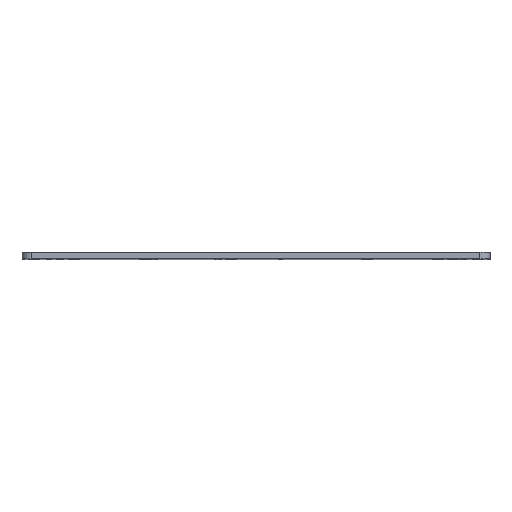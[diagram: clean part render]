
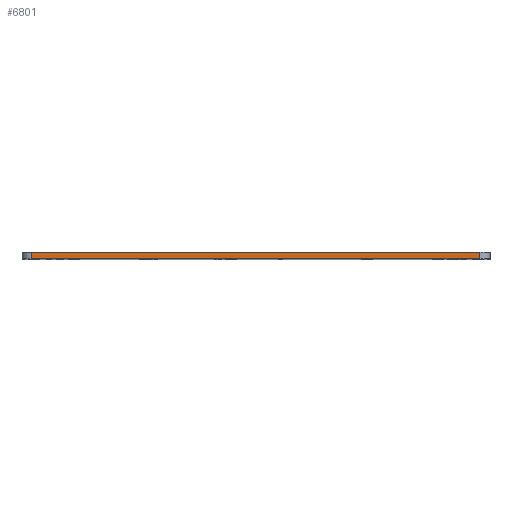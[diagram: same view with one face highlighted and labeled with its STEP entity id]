
A CAD part, top view. The second image highlights one B-rep face of the part: STEP entity #6801.
In plain terms, the highlighted planar face has unit normal (-0.052, 0, 0.999).
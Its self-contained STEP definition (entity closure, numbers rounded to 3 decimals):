
#44 = PLANE('',#45);
#45 = AXIS2_PLACEMENT_3D('',#46,#47,#48);
#46 = CARTESIAN_POINT('',(-9.65,81.745,
    -2.371));
#47 = DIRECTION('',(0.,-1.,0.));
#48 = DIRECTION('',(0.,0.,-1.));
#100 = PLANE('',#101);
#101 = AXIS2_PLACEMENT_3D('',#102,#103,#104);
#102 = CARTESIAN_POINT('',(-9.65,84.245,
    -2.371));
#103 = DIRECTION('',(0.,-1.,0.));
#104 = DIRECTION('',(0.,0.,-1.));
#340 = CYLINDRICAL_SURFACE('',#341,4.);
#341 = AXIS2_PLACEMENT_3D('',#342,#343,#344);
#342 = CARTESIAN_POINT('',(81.35,84.245,
    98.371));
#343 = DIRECTION('',(0.,-1.,0.));
#344 = DIRECTION('',(0.,0.,-1.));
#446 = VERTEX_POINT('',#447);
#447 = CARTESIAN_POINT('',(81.14,81.745,
    102.366));
#473 = EDGE_CURVE('',#446,#474,#476,.T.);
#474 = VERTEX_POINT('',#475);
#475 = CARTESIAN_POINT('',(-100.86,81.745,
    92.827));
#476 = SURFACE_CURVE('',#477,(#481,#488),.PCURVE_S1.);
#477 = LINE('',#478,#479);
#478 = CARTESIAN_POINT('',(-104.65,81.745,
    92.629));
#479 = VECTOR('',#480,1.);
#480 = DIRECTION('',(-0.999,-0.,-0.052));
#481 = PCURVE('',#44,#482);
#482 = DEFINITIONAL_REPRESENTATION('',(#483),#487);
#483 = LINE('',#484,#485);
#484 = CARTESIAN_POINT('',(-95.,-95.));
#485 = VECTOR('',#486,1.);
#486 = DIRECTION('',(0.052,-0.999));
#487 = ( GEOMETRIC_REPRESENTATION_CONTEXT(2) 
PARAMETRIC_REPRESENTATION_CONTEXT() REPRESENTATION_CONTEXT('2D SPACE',''
  ) );
#488 = PCURVE('',#489,#494);
#489 = PLANE('',#490);
#490 = AXIS2_PLACEMENT_3D('',#491,#492,#493);
#491 = CARTESIAN_POINT('',(-104.65,84.245,
    92.629));
#492 = DIRECTION('',(0.052,0.,-0.999));
#493 = DIRECTION('',(-0.999,0.,-0.052));
#494 = DEFINITIONAL_REPRESENTATION('',(#495),#499);
#495 = LINE('',#496,#497);
#496 = CARTESIAN_POINT('',(0.,-2.5));
#497 = VECTOR('',#498,1.);
#498 = DIRECTION('',(1.,-0.));
#499 = ( GEOMETRIC_REPRESENTATION_CONTEXT(2) 
PARAMETRIC_REPRESENTATION_CONTEXT() REPRESENTATION_CONTEXT('2D SPACE',''
  ) );
#522 = CYLINDRICAL_SURFACE('',#523,4.);
#523 = AXIS2_PLACEMENT_3D('',#524,#525,#526);
#524 = CARTESIAN_POINT('',(-100.65,84.245,
    88.833));
#525 = DIRECTION('',(0.,-1.,0.));
#526 = DIRECTION('',(0.,0.,-1.));
#3427 = VERTEX_POINT('',#3428);
#3428 = CARTESIAN_POINT('',(81.14,84.245,
    102.366));
#3454 = EDGE_CURVE('',#3455,#3427,#3457,.T.);
#3455 = VERTEX_POINT('',#3456);
#3456 = CARTESIAN_POINT('',(-100.86,84.245,
    92.827));
#3457 = SURFACE_CURVE('',#3458,(#3462,#3469),.PCURVE_S1.);
#3458 = LINE('',#3459,#3460);
#3459 = CARTESIAN_POINT('',(-100.86,84.245,
    92.827));
#3460 = VECTOR('',#3461,1.);
#3461 = DIRECTION('',(0.999,0.,0.052));
#3462 = PCURVE('',#100,#3463);
#3463 = DEFINITIONAL_REPRESENTATION('',(#3464),#3468);
#3464 = LINE('',#3465,#3466);
#3465 = CARTESIAN_POINT('',(-95.199,-91.209));
#3466 = VECTOR('',#3467,1.);
#3467 = DIRECTION('',(-0.052,0.999));
#3468 = ( GEOMETRIC_REPRESENTATION_CONTEXT(2) 
PARAMETRIC_REPRESENTATION_CONTEXT() REPRESENTATION_CONTEXT('2D SPACE',''
  ) );
#3469 = PCURVE('',#489,#3470);
#3470 = DEFINITIONAL_REPRESENTATION('',(#3471),#3475);
#3471 = LINE('',#3472,#3473);
#3472 = CARTESIAN_POINT('',(-3.796,0.));
#3473 = VECTOR('',#3474,1.);
#3474 = DIRECTION('',(-1.,0.));
#3475 = ( GEOMETRIC_REPRESENTATION_CONTEXT(2) 
PARAMETRIC_REPRESENTATION_CONTEXT() REPRESENTATION_CONTEXT('2D SPACE',''
  ) );
#6524 = EDGE_CURVE('',#446,#3427,#6525,.T.);
#6525 = SURFACE_CURVE('',#6526,(#6530,#6537),.PCURVE_S1.);
#6526 = LINE('',#6527,#6528);
#6527 = CARTESIAN_POINT('',(81.14,84.245,
    102.366));
#6528 = VECTOR('',#6529,1.);
#6529 = DIRECTION('',(0.,1.,0.));
#6530 = PCURVE('',#340,#6531);
#6531 = DEFINITIONAL_REPRESENTATION('',(#6532),#6536);
#6532 = LINE('',#6533,#6534);
#6533 = CARTESIAN_POINT('',(3.194,0.));
#6534 = VECTOR('',#6535,1.);
#6535 = DIRECTION('',(0.,-1.));
#6536 = ( GEOMETRIC_REPRESENTATION_CONTEXT(2) 
PARAMETRIC_REPRESENTATION_CONTEXT() REPRESENTATION_CONTEXT('2D SPACE',''
  ) );
#6537 = PCURVE('',#489,#6538);
#6538 = DEFINITIONAL_REPRESENTATION('',(#6539),#6543);
#6539 = LINE('',#6540,#6541);
#6540 = CARTESIAN_POINT('',(-186.046,0.));
#6541 = VECTOR('',#6542,1.);
#6542 = DIRECTION('',(0.,1.));
#6543 = ( GEOMETRIC_REPRESENTATION_CONTEXT(2) 
PARAMETRIC_REPRESENTATION_CONTEXT() REPRESENTATION_CONTEXT('2D SPACE',''
  ) );
#6780 = EDGE_CURVE('',#3455,#474,#6781,.T.);
#6781 = SURFACE_CURVE('',#6782,(#6786,#6793),.PCURVE_S1.);
#6782 = LINE('',#6783,#6784);
#6783 = CARTESIAN_POINT('',(-100.86,84.245,
    92.827));
#6784 = VECTOR('',#6785,1.);
#6785 = DIRECTION('',(0.,-1.,0.));
#6786 = PCURVE('',#522,#6787);
#6787 = DEFINITIONAL_REPRESENTATION('',(#6788),#6792);
#6788 = LINE('',#6789,#6790);
#6789 = CARTESIAN_POINT('',(3.194,0.));
#6790 = VECTOR('',#6791,1.);
#6791 = DIRECTION('',(0.,1.));
#6792 = ( GEOMETRIC_REPRESENTATION_CONTEXT(2) 
PARAMETRIC_REPRESENTATION_CONTEXT() REPRESENTATION_CONTEXT('2D SPACE',''
  ) );
#6793 = PCURVE('',#489,#6794);
#6794 = DEFINITIONAL_REPRESENTATION('',(#6795),#6799);
#6795 = LINE('',#6796,#6797);
#6796 = CARTESIAN_POINT('',(-3.796,0.));
#6797 = VECTOR('',#6798,1.);
#6798 = DIRECTION('',(-0.,-1.));
#6799 = ( GEOMETRIC_REPRESENTATION_CONTEXT(2) 
PARAMETRIC_REPRESENTATION_CONTEXT() REPRESENTATION_CONTEXT('2D SPACE',''
  ) );
#6801 = ADVANCED_FACE('',(#6802),#489,.F.);
#6802 = FACE_BOUND('',#6803,.T.);
#6803 = EDGE_LOOP('',(#6804,#6805,#6806,#6807));
#6804 = ORIENTED_EDGE('',*,*,#473,.F.);
#6805 = ORIENTED_EDGE('',*,*,#6524,.T.);
#6806 = ORIENTED_EDGE('',*,*,#3454,.F.);
#6807 = ORIENTED_EDGE('',*,*,#6780,.T.);
